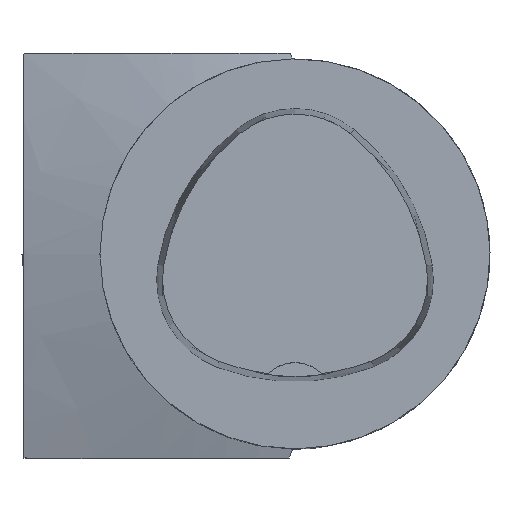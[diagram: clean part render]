
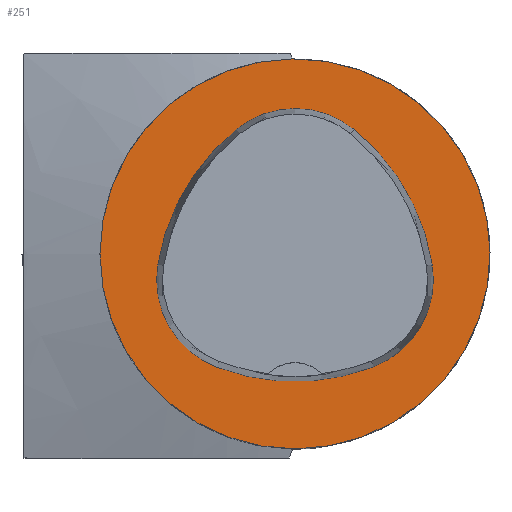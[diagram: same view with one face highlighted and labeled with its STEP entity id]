
A CAD part, top view. The second image highlights one B-rep face of the part: STEP entity #251.
In plain terms, the highlighted planar face has unit normal (0, 0, 1).
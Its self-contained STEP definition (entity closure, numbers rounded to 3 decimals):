
#97=FACE_BOUND('',#494,.T.);
#98=FACE_BOUND('',#495,.T.);
#174=CIRCLE('',#1863,25.);
#176=CIRCLE('',#1870,28.);
#178=CIRCLE('',#1873,12.);
#180=CIRCLE('',#1876,28.);
#182=CIRCLE('',#1879,12.);
#186=CIRCLE('',#1884,28.);
#188=CIRCLE('',#1887,12.);
#251=ADVANCED_FACE('',(#97,#98),#321,.T.);
#321=PLANE('',#1892);
#494=EDGE_LOOP('',(#891,#892,#893,#894,#895,#896));
#495=EDGE_LOOP('',(#897));
#891=ORIENTED_EDGE('',*,*,#1379,.T.);
#892=ORIENTED_EDGE('',*,*,#1359,.T.);
#893=ORIENTED_EDGE('',*,*,#1363,.T.);
#894=ORIENTED_EDGE('',*,*,#1366,.T.);
#895=ORIENTED_EDGE('',*,*,#1369,.T.);
#896=ORIENTED_EDGE('',*,*,#1377,.T.);
#897=ORIENTED_EDGE('',*,*,#1349,.F.);
#1145=VERTEX_POINT('',#2934);
#1154=VERTEX_POINT('',#2954);
#1155=VERTEX_POINT('',#2955);
#1158=VERTEX_POINT('',#2963);
#1160=VERTEX_POINT('',#2969);
#1162=VERTEX_POINT('',#2975);
#1169=VERTEX_POINT('',#2996);
#1349=EDGE_CURVE('',#1145,#1145,#174,.T.);
#1359=EDGE_CURVE('',#1154,#1155,#176,.T.);
#1363=EDGE_CURVE('',#1155,#1158,#178,.T.);
#1366=EDGE_CURVE('',#1158,#1160,#180,.T.);
#1369=EDGE_CURVE('',#1160,#1162,#182,.T.);
#1377=EDGE_CURVE('',#1162,#1169,#186,.T.);
#1379=EDGE_CURVE('',#1169,#1154,#188,.T.);
#1863=AXIS2_PLACEMENT_3D('',#2933,#2225,#2226);
#1870=AXIS2_PLACEMENT_3D('',#2953,#2243,#2244);
#1873=AXIS2_PLACEMENT_3D('',#2962,#2251,#2252);
#1876=AXIS2_PLACEMENT_3D('',#2968,#2258,#2259);
#1879=AXIS2_PLACEMENT_3D('',#2974,#2265,#2266);
#1884=AXIS2_PLACEMENT_3D('',#2997,#2277,#2278);
#1887=AXIS2_PLACEMENT_3D('',#3000,#2283,#2284);
#1892=AXIS2_PLACEMENT_3D('',#3005,#2293,#2294);
#2225=DIRECTION('',(0.,0.,-1.));
#2226=DIRECTION('',(-1.,0.,0.));
#2243=DIRECTION('',(0.,0.,-1.));
#2244=DIRECTION('',(-1.,0.,0.));
#2251=DIRECTION('',(0.,0.,-1.));
#2252=DIRECTION('',(-1.,0.,0.));
#2258=DIRECTION('',(0.,0.,-1.));
#2259=DIRECTION('',(-1.,0.,0.));
#2265=DIRECTION('',(0.,0.,-1.));
#2266=DIRECTION('',(-1.,0.,0.));
#2277=DIRECTION('',(0.,0.,-1.));
#2278=DIRECTION('',(-1.,0.,0.));
#2283=DIRECTION('',(0.,0.,-1.));
#2284=DIRECTION('',(-1.,0.,0.));
#2293=DIRECTION('',(0.,0.,1.));
#2294=DIRECTION('',(1.,0.,0.));
#2933=CARTESIAN_POINT('',(0.,0.,0.));
#2934=CARTESIAN_POINT('',(-25.,0.,0.));
#2953=CARTESIAN_POINT('',(10.068,-5.824,0.));
#2954=CARTESIAN_POINT('',(-17.584,-1.424,0.));
#2955=CARTESIAN_POINT('',(-7.531,15.953,0.));
#2962=CARTESIAN_POINT('',(0.011,6.62,0.));
#2963=CARTESIAN_POINT('',(7.567,15.942,0.));
#2968=CARTESIAN_POINT('',(-10.063,-5.81,0.));
#2969=CARTESIAN_POINT('',(17.59,-1.418,0.));
#2974=CARTESIAN_POINT('',(5.739,-3.3,0.));
#2975=CARTESIAN_POINT('',(10.05,-14.499,0.));
#2996=CARTESIAN_POINT('',(-10.025,-14.516,0.));
#2997=CARTESIAN_POINT('',(-0.01,11.631,0.));
#3000=CARTESIAN_POINT('',(-5.733,-3.31,0.));
#3005=CARTESIAN_POINT('',(0.,0.,0.));
